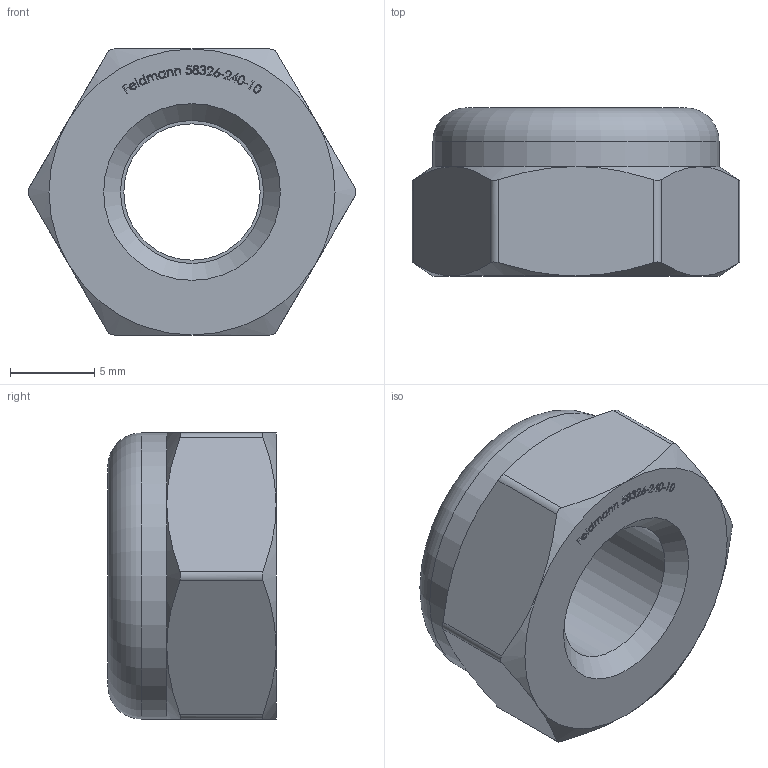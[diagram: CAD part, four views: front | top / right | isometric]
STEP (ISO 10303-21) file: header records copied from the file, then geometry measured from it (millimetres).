
FILE_DESCRIPTION (( 'STEP AP203' ), '1' );
FILE_NAME ('58326-240-10.step', '2021-12-10T09:48:40', ( '' ), ( '' ), 'SwSTEP 2.0', 'SolidWorks 2018', '' );
FILE_SCHEMA (( 'CONFIG_CONTROL_DESIGN' ));
Length unit declared in the file: millimetre
Products named in the file (2): 58326-240-10
Bounding box: 19.47 x 10 x 17 mm (x, y, z)
Volume: 1770.5 mm3; surface area: 1312.9 mm2
Topology: 2 solids, 2 shells, 299 faces, 777 edges, 514 vertices
Faces by surface type: plane 146, bspline 126, cone 14, cylinder 12, torus 1
Full cylindrical faces by diameter (mm): 8.1 x1, 8.5 x2, 10.5 x2, 17 x1
Entity records: 16488 total; most frequent: CARTESIAN_POINT 9953, ORIENTED_EDGE 1534, DIRECTION 855, EDGE_CURVE 767, VERTEX_POINT 512, VECTOR 453, LINE 453, EDGE_LOOP 343
